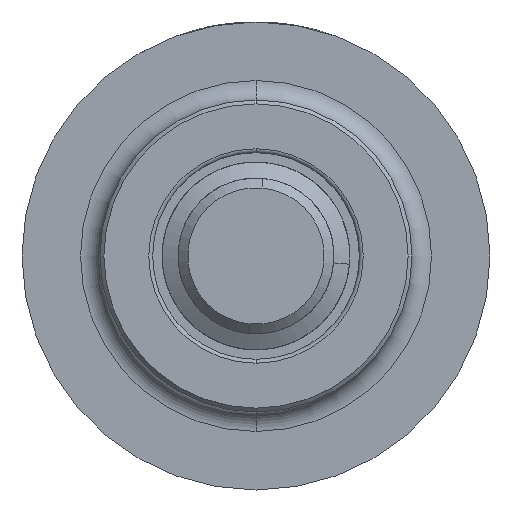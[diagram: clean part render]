
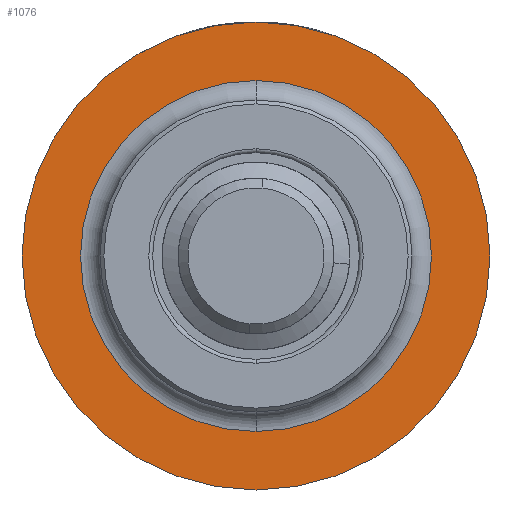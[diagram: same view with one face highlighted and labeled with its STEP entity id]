
A CAD part, front view. The second image highlights one B-rep face of the part: STEP entity #1076.
In plain terms, the highlighted planar face has unit normal (0, -1, 0).
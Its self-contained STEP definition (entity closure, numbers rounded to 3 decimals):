
#133 = VERTEX_POINT ( 'NONE', #1787 ) ;
#142 = CARTESIAN_POINT ( 'NONE',  ( 0., 9.42, 0. ) ) ;
#649 = EDGE_CURVE ( 'NONE', #839, #4228, #5917, .T. ) ;
#839 = VERTEX_POINT ( 'NONE', #6260 ) ;
#983 = DIRECTION ( 'NONE',  ( 0., -1., 0. ) ) ;
#991 = CIRCLE ( 'NONE', #2643, 12. ) ;
#1076 = ADVANCED_FACE ( 'NONE', ( #1811, #5952 ), #6612, .T. ) ;
#1424 = VERTEX_POINT ( 'NONE', #1535 ) ;
#1535 = CARTESIAN_POINT ( 'NONE',  ( 0., 9.42, -12. ) ) ;
#1787 = CARTESIAN_POINT ( 'NONE',  ( 0., 9.42, 12. ) ) ;
#1811 = FACE_OUTER_BOUND ( 'NONE', #5273, .T. ) ;
#1897 = CARTESIAN_POINT ( 'NONE',  ( 0., 9.42, 0. ) ) ;
#2007 = EDGE_LOOP ( 'NONE', ( #4198, #2286 ) ) ;
#2252 = DIRECTION ( 'NONE',  ( 0., 0., -1. ) ) ;
#2286 = ORIENTED_EDGE ( 'NONE', *, *, #649, .F. ) ;
#2487 = AXIS2_PLACEMENT_3D ( 'NONE', #142, #4506, #7547 ) ;
#2489 = CARTESIAN_POINT ( 'NONE',  ( 0., 9.42, -9. ) ) ;
#2643 = AXIS2_PLACEMENT_3D ( 'NONE', #6400, #3885, #4521 ) ;
#2950 = DIRECTION ( 'NONE',  ( 0., 0., -1. ) ) ;
#3885 = DIRECTION ( 'NONE',  ( 0., -1., 0. ) ) ;
#4073 = CIRCLE ( 'NONE', #6628, 12. ) ;
#4111 = CARTESIAN_POINT ( 'NONE',  ( 9., 9.42, 0. ) ) ;
#4198 = ORIENTED_EDGE ( 'NONE', *, *, #6162, .F. ) ;
#4228 = VERTEX_POINT ( 'NONE', #2489 ) ;
#4506 = DIRECTION ( 'NONE',  ( 0., -1., 0. ) ) ;
#4521 = DIRECTION ( 'NONE',  ( 0., 0., -1. ) ) ;
#4950 = DIRECTION ( 'NONE',  ( 0., 0., -1. ) ) ;
#5202 = ORIENTED_EDGE ( 'NONE', *, *, #7300, .T. ) ;
#5273 = EDGE_LOOP ( 'NONE', ( #7111, #5202 ) ) ;
#5917 = CIRCLE ( 'NONE', #7360, 9. ) ;
#5952 = FACE_BOUND ( 'NONE', #2007, .T. ) ;
#6020 = CARTESIAN_POINT ( 'NONE',  ( 0., 9.42, 0. ) ) ;
#6162 = EDGE_CURVE ( 'NONE', #4228, #839, #7930, .T. ) ;
#6232 = DIRECTION ( 'NONE',  ( 0., -1., 0. ) ) ;
#6260 = CARTESIAN_POINT ( 'NONE',  ( 0., 9.42, 9. ) ) ;
#6400 = CARTESIAN_POINT ( 'NONE',  ( 0., 9.42, 0. ) ) ;
#6612 = PLANE ( 'NONE',  #7096 ) ;
#6628 = AXIS2_PLACEMENT_3D ( 'NONE', #6020, #6647, #2950 ) ;
#6647 = DIRECTION ( 'NONE',  ( 0., -1., 0. ) ) ;
#7027 = EDGE_CURVE ( 'NONE', #1424, #133, #991, .T. ) ;
#7096 = AXIS2_PLACEMENT_3D ( 'NONE', #4111, #983, #2252 ) ;
#7111 = ORIENTED_EDGE ( 'NONE', *, *, #7027, .T. ) ;
#7300 = EDGE_CURVE ( 'NONE', #133, #1424, #4073, .T. ) ;
#7360 = AXIS2_PLACEMENT_3D ( 'NONE', #1897, #6232, #4950 ) ;
#7547 = DIRECTION ( 'NONE',  ( 0., 0., -1. ) ) ;
#7930 = CIRCLE ( 'NONE', #2487, 9. ) ;
